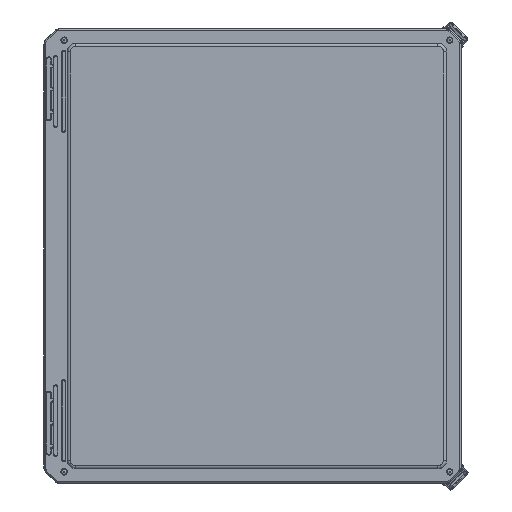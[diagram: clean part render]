
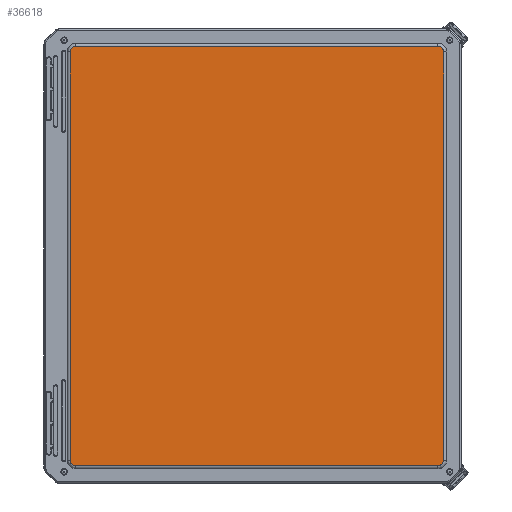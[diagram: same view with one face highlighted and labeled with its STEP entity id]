
A CAD part, top view. The second image highlights one B-rep face of the part: STEP entity #36618.
In plain terms, the highlighted face is planar.
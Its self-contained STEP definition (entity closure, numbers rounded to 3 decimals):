
#1382=ELLIPSE($,#40628,0.25,0.25);
#1385=ELLIPSE($,#40632,0.25,0.25);
#1386=ELLIPSE($,#40638,0.25,0.25);
#1389=ELLIPSE($,#40642,0.25,0.25);
#5125=LINE($,#82205,#7800);
#5127=LINE($,#82358,#7802);
#5130=LINE($,#82365,#7805);
#5132=LINE($,#82513,#7807);
#7800=VECTOR($,#51002,15.742);
#7802=VECTOR($,#51022,17.742);
#7805=VECTOR($,#51029,17.742);
#7807=VECTOR($,#51045,15.742);
#8763=PLANE($,#40648);
#11007=FACE_OUTER_BOUND($,#13401,.T.);
#13401=EDGE_LOOP($,(#33398,#33399,#33400,#33401,#33402,#33403,#33404,#33405));
#18070=VERTEX_POINT($,#82202);
#18071=VERTEX_POINT($,#82204);
#18074=VERTEX_POINT($,#82273);
#18075=VERTEX_POINT($,#82349);
#18078=VERTEX_POINT($,#82356);
#18079=VERTEX_POINT($,#82361);
#18082=VERTEX_POINT($,#82439);
#18083=VERTEX_POINT($,#82506);
#23211=EDGE_CURVE($,#18070,#18071,#5125,.T.);
#23215=EDGE_CURVE($,#18074,#18070,#1382,.T.);
#23219=EDGE_CURVE($,#18071,#18075,#1385,.T.);
#23221=EDGE_CURVE($,#18078,#18074,#5127,.T.);
#23225=EDGE_CURVE($,#18075,#18079,#5130,.T.);
#23227=EDGE_CURVE($,#18082,#18078,#1386,.T.);
#23231=EDGE_CURVE($,#18079,#18083,#1389,.T.);
#23233=EDGE_CURVE($,#18083,#18082,#5132,.T.);
#33398=ORIENTED_EDGE($,*,*,#23211,.F.);
#33399=ORIENTED_EDGE($,*,*,#23215,.F.);
#33400=ORIENTED_EDGE($,*,*,#23221,.F.);
#33401=ORIENTED_EDGE($,*,*,#23227,.F.);
#33402=ORIENTED_EDGE($,*,*,#23233,.F.);
#33403=ORIENTED_EDGE($,*,*,#23231,.F.);
#33404=ORIENTED_EDGE($,*,*,#23225,.F.);
#33405=ORIENTED_EDGE($,*,*,#23219,.F.);
#36618=ADVANCED_FACE($,(#11007),#8763,.F.);
#40628=AXIS2_PLACEMENT_3D($,#82275,#51008,#51009);
#40632=AXIS2_PLACEMENT_3D($,#82353,#51016,#51017);
#40638=AXIS2_PLACEMENT_3D($,#82441,#51032,#51033);
#40642=AXIS2_PLACEMENT_3D($,#82510,#51040,#51041);
#40648=AXIS2_PLACEMENT_3D($,#82523,#51059,#51060);
#51002=DIRECTION($,(1.,0.,0.));
#51008=DIRECTION('center_axis',(0.,0.,1.));
#51009=DIRECTION('ref_axis',(-0.707,-0.707,0.));
#51016=DIRECTION('center_axis',(0.,0.,1.));
#51017=DIRECTION('ref_axis',(0.707,-0.707,0.));
#51022=DIRECTION($,(0.,-1.,0.));
#51029=DIRECTION($,(0.,1.,0.));
#51032=DIRECTION('center_axis',(0.,0.,1.));
#51033=DIRECTION('ref_axis',(-0.707,0.707,0.));
#51040=DIRECTION('center_axis',(0.,0.,1.));
#51041=DIRECTION('ref_axis',(0.707,0.707,0.));
#51045=DIRECTION($,(-1.,0.,0.));
#51059=DIRECTION('center_axis',(0.,0.,1.));
#51060=DIRECTION('ref_axis',(1.,0.,0.));
#82202=CARTESIAN_POINT('',(-7.683,-9.121,0.));
#82204=CARTESIAN_POINT('',(8.058,-9.121,0.));
#82205=CARTESIAN_POINT($,(-7.683,-9.121,0.));
#82273=CARTESIAN_POINT('',(-7.933,-8.871,0.));
#82275=CARTESIAN_POINT('Origin',(-7.683,-8.871,0.));
#82349=CARTESIAN_POINT('',(8.308,-8.871,0.));
#82353=CARTESIAN_POINT('Origin',(8.058,-8.871,0.));
#82356=CARTESIAN_POINT('',(-7.933,8.871,0.));
#82358=CARTESIAN_POINT($,(-7.933,8.871,0.));
#82361=CARTESIAN_POINT('',(8.308,8.871,0.));
#82365=CARTESIAN_POINT($,(8.308,-8.871,0.));
#82439=CARTESIAN_POINT('',(-7.683,9.121,0.));
#82441=CARTESIAN_POINT('Origin',(-7.683,8.871,0.));
#82506=CARTESIAN_POINT('',(8.058,9.121,0.));
#82510=CARTESIAN_POINT('Origin',(8.058,8.871,0.));
#82513=CARTESIAN_POINT($,(8.058,9.121,0.));
#82523=CARTESIAN_POINT('Origin',(0.188,0.,0.));
